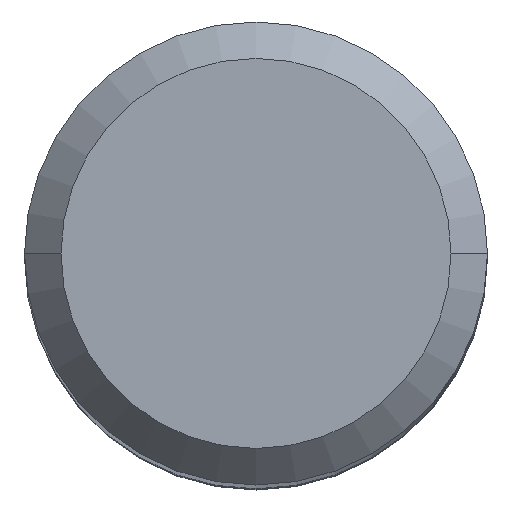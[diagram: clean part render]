
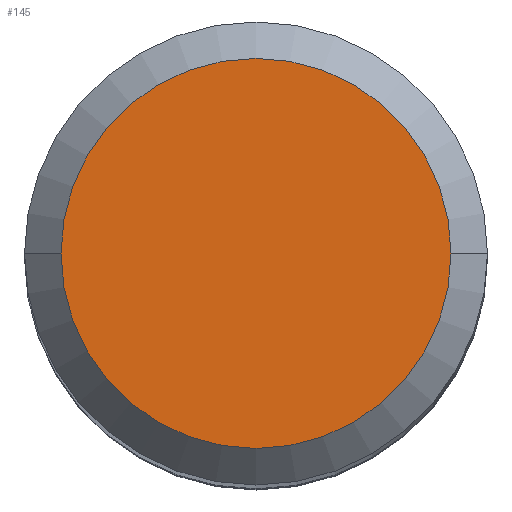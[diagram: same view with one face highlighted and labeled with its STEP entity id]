
A CAD part, top view. The second image highlights one B-rep face of the part: STEP entity #145.
In plain terms, the highlighted planar face has unit normal (0, 0, 1).
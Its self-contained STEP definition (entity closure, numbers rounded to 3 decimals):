
#145=ADVANCED_FACE('',(#201),#152,.F.);
#152=PLANE('',#1118);
#201=FACE_OUTER_BOUND('',#255,.T.);
#255=EDGE_LOOP('',(#482,#483));
#482=ORIENTED_EDGE('',*,*,#671,.T.);
#483=ORIENTED_EDGE('',*,*,#674,.T.);
#557=VERTEX_POINT('',#1897);
#558=VERTEX_POINT('',#1898);
#671=EDGE_CURVE('',#557,#558,#774,.T.);
#674=EDGE_CURVE('',#558,#557,#775,.T.);
#774=CIRCLE('',#1114,5.35);
#775=CIRCLE('',#1116,5.35);
#1114=AXIS2_PLACEMENT_3D('',#1896,#1448,#1449);
#1116=AXIS2_PLACEMENT_3D('',#1902,#1454,#1455);
#1118=AXIS2_PLACEMENT_3D('',#1904,#1458,#1459);
#1448=DIRECTION('',(0.,0.,1.));
#1449=DIRECTION('',(-1.,0.,0.));
#1454=DIRECTION('',(0.,0.,1.));
#1455=DIRECTION('',(1.,0.,0.));
#1458=DIRECTION('',(0.,0.,-1.));
#1459=DIRECTION('',(1.,0.,0.));
#1896=CARTESIAN_POINT('',(0.,0.,0.));
#1897=CARTESIAN_POINT('',(-5.35,0.,0.));
#1898=CARTESIAN_POINT('',(5.35,0.,0.));
#1902=CARTESIAN_POINT('',(0.,0.,0.));
#1904=CARTESIAN_POINT('',(0.,0.,0.));
